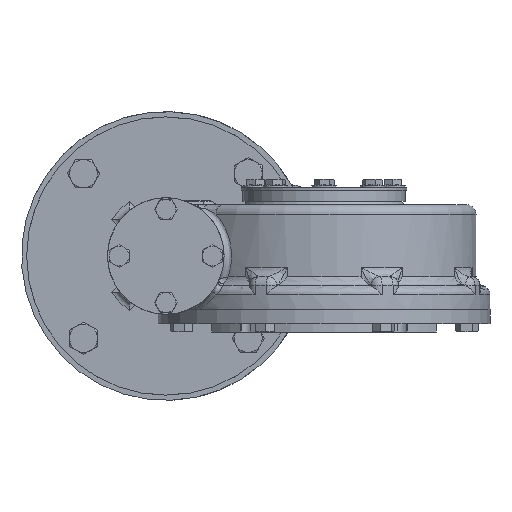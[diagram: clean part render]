
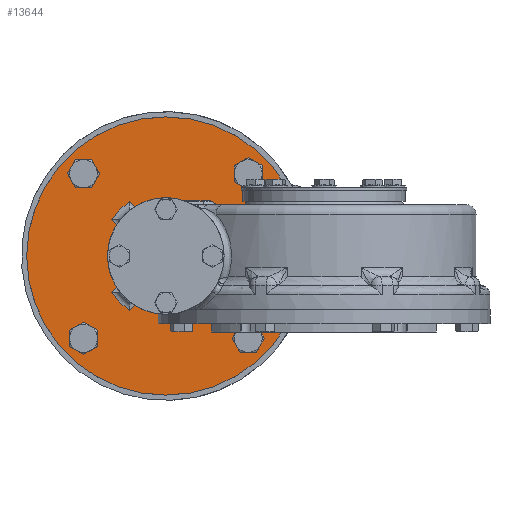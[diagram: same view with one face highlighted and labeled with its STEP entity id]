
A CAD part, left-side view. The second image highlights one B-rep face of the part: STEP entity #13644.
In plain terms, the highlighted planar face has unit normal (-1, 0, 0).
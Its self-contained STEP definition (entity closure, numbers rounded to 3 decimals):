
#682=LINE('',#26667,#1353);
#684=LINE('',#26744,#1355);
#697=LINE('',#27305,#1368);
#699=LINE('',#27382,#1370);
#711=LINE('',#27925,#1382);
#713=LINE('',#28002,#1384);
#725=LINE('',#28563,#1396);
#727=LINE('',#28639,#1398);
#1353=VECTOR('',#18579,1000.);
#1355=VECTOR('',#18591,1000.);
#1368=VECTOR('',#18656,1000.);
#1370=VECTOR('',#18668,1000.);
#1382=VECTOR('',#18730,1000.);
#1384=VECTOR('',#18742,1000.);
#1396=VECTOR('',#18804,1000.);
#1398=VECTOR('',#18816,1000.);
#1889=PLANE('',#16342);
#4317=ORIENTED_EDGE('',*,*,#7578,.F.);
#4318=ORIENTED_EDGE('',*,*,#7579,.F.);
#4319=ORIENTED_EDGE('',*,*,#7580,.F.);
#4320=ORIENTED_EDGE('',*,*,#7581,.F.);
#4321=ORIENTED_EDGE('',*,*,#7439,.T.);
#4322=ORIENTED_EDGE('',*,*,#7411,.T.);
#4323=ORIENTED_EDGE('',*,*,#7414,.T.);
#4324=ORIENTED_EDGE('',*,*,#7417,.T.);
#4325=ORIENTED_EDGE('',*,*,#7485,.T.);
#4326=ORIENTED_EDGE('',*,*,#7459,.T.);
#4327=ORIENTED_EDGE('',*,*,#7462,.T.);
#4328=ORIENTED_EDGE('',*,*,#7465,.T.);
#4329=ORIENTED_EDGE('',*,*,#7529,.T.);
#4330=ORIENTED_EDGE('',*,*,#7503,.T.);
#4331=ORIENTED_EDGE('',*,*,#7506,.T.);
#4332=ORIENTED_EDGE('',*,*,#7509,.T.);
#4333=ORIENTED_EDGE('',*,*,#7567,.T.);
#4334=ORIENTED_EDGE('',*,*,#7547,.T.);
#4335=ORIENTED_EDGE('',*,*,#7550,.T.);
#4336=ORIENTED_EDGE('',*,*,#7553,.T.);
#4337=ORIENTED_EDGE('',*,*,#7577,.F.);
#7411=EDGE_CURVE('',#9311,#9313,#682,.T.);
#7414=EDGE_CURVE('',#9313,#9315,#10500,.F.);
#7417=EDGE_CURVE('',#9315,#9317,#684,.T.);
#7439=EDGE_CURVE('',#9330,#9311,#10508,.F.);
#7459=EDGE_CURVE('',#9342,#9344,#697,.T.);
#7462=EDGE_CURVE('',#9344,#9346,#10515,.F.);
#7465=EDGE_CURVE('',#9346,#9348,#699,.T.);
#7485=EDGE_CURVE('',#9317,#9342,#10523,.F.);
#7503=EDGE_CURVE('',#9368,#9370,#711,.T.);
#7506=EDGE_CURVE('',#9370,#9372,#10529,.F.);
#7509=EDGE_CURVE('',#9372,#9374,#713,.T.);
#7529=EDGE_CURVE('',#9348,#9368,#10537,.F.);
#7547=EDGE_CURVE('',#9394,#9396,#725,.T.);
#7550=EDGE_CURVE('',#9396,#9398,#10543,.F.);
#7553=EDGE_CURVE('',#9398,#9330,#727,.T.);
#7567=EDGE_CURVE('',#9374,#9394,#10550,.F.);
#7577=EDGE_CURVE('',#9407,#9407,#10558,.T.);
#7578=EDGE_CURVE('',#9408,#9408,#10559,.T.);
#7579=EDGE_CURVE('',#9409,#9409,#10560,.T.);
#7580=EDGE_CURVE('',#9410,#9410,#10561,.T.);
#7581=EDGE_CURVE('',#9411,#9411,#10562,.T.);
#9311=VERTEX_POINT('',#26585);
#9313=VERTEX_POINT('',#26666);
#9315=VERTEX_POINT('',#26737);
#9317=VERTEX_POINT('',#26743);
#9330=VERTEX_POINT('',#27001);
#9342=VERTEX_POINT('',#27223);
#9344=VERTEX_POINT('',#27304);
#9346=VERTEX_POINT('',#27375);
#9348=VERTEX_POINT('',#27381);
#9368=VERTEX_POINT('',#27843);
#9370=VERTEX_POINT('',#27924);
#9372=VERTEX_POINT('',#27995);
#9374=VERTEX_POINT('',#28001);
#9394=VERTEX_POINT('',#28481);
#9396=VERTEX_POINT('',#28562);
#9398=VERTEX_POINT('',#28633);
#9407=VERTEX_POINT('',#28866);
#9408=VERTEX_POINT('',#28869);
#9409=VERTEX_POINT('',#28871);
#9410=VERTEX_POINT('',#28873);
#9411=VERTEX_POINT('',#28875);
#10500=CIRCLE('',#16223,56.);
#10508=CIRCLE('',#16240,33.);
#10515=CIRCLE('',#16254,56.);
#10523=CIRCLE('',#16271,33.);
#10529=CIRCLE('',#16284,56.);
#10537=CIRCLE('',#16301,33.);
#10543=CIRCLE('',#16314,56.);
#10550=CIRCLE('',#16328,33.);
#10558=CIRCLE('',#16341,119.5);
#10559=CIRCLE('',#16343,8.25);
#10560=CIRCLE('',#16344,8.25);
#10561=CIRCLE('',#16345,8.25);
#10562=CIRCLE('',#16346,8.25);
#11417=EDGE_LOOP('',(#4317));
#11418=EDGE_LOOP('',(#4318));
#11419=EDGE_LOOP('',(#4319));
#11420=EDGE_LOOP('',(#4320));
#11421=EDGE_LOOP('',(#4321,#4322,#4323,#4324,#4325,#4326,#4327,#4328,#4329,
#4330,#4331,#4332,#4333,#4334,#4335,#4336));
#11422=EDGE_LOOP('',(#4337));
#12460=FACE_BOUND('',#11417,.T.);
#12461=FACE_BOUND('',#11418,.T.);
#12462=FACE_BOUND('',#11419,.T.);
#12463=FACE_BOUND('',#11420,.T.);
#12464=FACE_BOUND('',#11421,.T.);
#12465=FACE_BOUND('',#11422,.T.);
#13644=ADVANCED_FACE('',(#12460,#12461,#12462,#12463,#12464,#12465),#1889,
 .T.);
#16223=AXIS2_PLACEMENT_3D('',#26738,#18583,#18584);
#16240=AXIS2_PLACEMENT_3D('',#27000,#18626,#18627);
#16254=AXIS2_PLACEMENT_3D('',#27376,#18660,#18661);
#16271=AXIS2_PLACEMENT_3D('',#27630,#18702,#18703);
#16284=AXIS2_PLACEMENT_3D('',#27996,#18734,#18735);
#16301=AXIS2_PLACEMENT_3D('',#28250,#18776,#18777);
#16314=AXIS2_PLACEMENT_3D('',#28634,#18808,#18809);
#16328=AXIS2_PLACEMENT_3D('',#28848,#18841,#18842);
#16341=AXIS2_PLACEMENT_3D('',#28865,#18869,#18870);
#16342=AXIS2_PLACEMENT_3D('',#28867,#18871,#18872);
#16343=AXIS2_PLACEMENT_3D('',#28868,#18873,#18874);
#16344=AXIS2_PLACEMENT_3D('',#28870,#18875,#18876);
#16345=AXIS2_PLACEMENT_3D('',#28872,#18877,#18878);
#16346=AXIS2_PLACEMENT_3D('',#28874,#18879,#18880);
#18579=DIRECTION('',(0.,-0.707,0.707));
#18583=DIRECTION('',(-1.,0.,0.));
#18584=DIRECTION('',(0.,-1.,0.));
#18591=DIRECTION('',(0.,0.707,-0.707));
#18626=DIRECTION('',(-1.,0.,0.));
#18627=DIRECTION('',(0.,-1.,0.));
#18656=DIRECTION('',(0.,-0.707,-0.707));
#18660=DIRECTION('',(-1.,0.,0.));
#18661=DIRECTION('',(0.,-1.,0.));
#18668=DIRECTION('',(0.,0.707,0.707));
#18702=DIRECTION('',(-1.,0.,0.));
#18703=DIRECTION('',(0.,-1.,0.));
#18730=DIRECTION('',(0.,0.707,-0.707));
#18734=DIRECTION('',(-1.,0.,0.));
#18735=DIRECTION('',(0.,-1.,0.));
#18742=DIRECTION('',(0.,-0.707,0.707));
#18776=DIRECTION('',(-1.,0.,0.));
#18777=DIRECTION('',(0.,-1.,0.));
#18804=DIRECTION('',(0.,0.707,0.707));
#18808=DIRECTION('',(-1.,0.,0.));
#18809=DIRECTION('',(0.,-1.,0.));
#18816=DIRECTION('',(0.,-0.707,-0.707));
#18841=DIRECTION('',(-1.,0.,0.));
#18842=DIRECTION('',(0.,-1.,0.));
#18869=DIRECTION('',(1.,0.,0.));
#18870=DIRECTION('',(0.,1.,0.));
#18871=DIRECTION('',(-1.,0.,0.));
#18872=DIRECTION('',(0.,-1.,0.));
#18873=DIRECTION('',(-1.,0.,0.));
#18874=DIRECTION('',(0.,0.,1.));
#18875=DIRECTION('',(-1.,0.,0.));
#18876=DIRECTION('',(0.,1.,0.));
#18877=DIRECTION('',(-1.,0.,0.));
#18878=DIRECTION('',(0.,0.,-1.));
#18879=DIRECTION('',(-1.,0.,0.));
#18880=DIRECTION('',(0.,-1.,0.));
#26585=CARTESIAN_POINT('',(170.14,121.693,29.778));
#26666=CARTESIAN_POINT('',(170.14,104.867,46.605));
#26667=CARTESIAN_POINT('',(170.14,108.515,42.956));
#26737=CARTESIAN_POINT('',(170.14,89.31,31.048));
#26738=CARTESIAN_POINT('',(170.14,135.915,0.));
#26743=CARTESIAN_POINT('',(170.14,106.137,14.222));
#26744=CARTESIAN_POINT('',(170.14,105.072,15.287));
#27000=CARTESIAN_POINT('',(170.14,135.915,0.));
#27001=CARTESIAN_POINT('',(170.14,150.137,29.778));
#27223=CARTESIAN_POINT('',(170.14,106.137,-14.222));
#27304=CARTESIAN_POINT('',(170.14,89.31,-31.048));
#27305=CARTESIAN_POINT('',(170.14,92.959,-27.4));
#27375=CARTESIAN_POINT('',(170.14,104.867,-46.605));
#27376=CARTESIAN_POINT('',(170.14,135.915,0.));
#27381=CARTESIAN_POINT('',(170.14,121.693,-29.778));
#27382=CARTESIAN_POINT('',(170.14,120.628,-30.843));
#27630=CARTESIAN_POINT('',(170.14,135.915,0.));
#27843=CARTESIAN_POINT('',(170.14,150.137,-29.778));
#27924=CARTESIAN_POINT('',(170.14,166.963,-46.605));
#27925=CARTESIAN_POINT('',(170.14,163.315,-42.956));
#27995=CARTESIAN_POINT('',(170.14,182.52,-31.048));
#27996=CARTESIAN_POINT('',(170.14,135.915,0.));
#28001=CARTESIAN_POINT('',(170.14,165.693,-14.222));
#28002=CARTESIAN_POINT('',(170.14,166.758,-15.287));
#28250=CARTESIAN_POINT('',(170.14,135.915,0.));
#28481=CARTESIAN_POINT('',(170.14,165.693,14.222));
#28562=CARTESIAN_POINT('',(170.14,182.52,31.048));
#28563=CARTESIAN_POINT('',(170.14,178.871,27.4));
#28633=CARTESIAN_POINT('',(170.14,166.963,46.605));
#28634=CARTESIAN_POINT('',(170.14,135.915,0.));
#28639=CARTESIAN_POINT('',(170.14,151.202,30.843));
#28848=CARTESIAN_POINT('',(170.14,135.915,0.));
#28865=CARTESIAN_POINT('',(170.14,135.915,0.));
#28866=CARTESIAN_POINT('',(170.14,255.415,0.));
#28867=CARTESIAN_POINT('',(170.14,160.915,0.));
#28868=CARTESIAN_POINT('',(170.14,65.204,70.711));
#28869=CARTESIAN_POINT('',(170.14,65.204,78.961));
#28870=CARTESIAN_POINT('',(170.14,206.626,70.711));
#28871=CARTESIAN_POINT('',(170.14,214.876,70.711));
#28872=CARTESIAN_POINT('',(170.14,206.626,-70.711));
#28873=CARTESIAN_POINT('',(170.14,206.626,-78.961));
#28874=CARTESIAN_POINT('',(170.14,65.204,-70.711));
#28875=CARTESIAN_POINT('',(170.14,56.954,-70.711));
